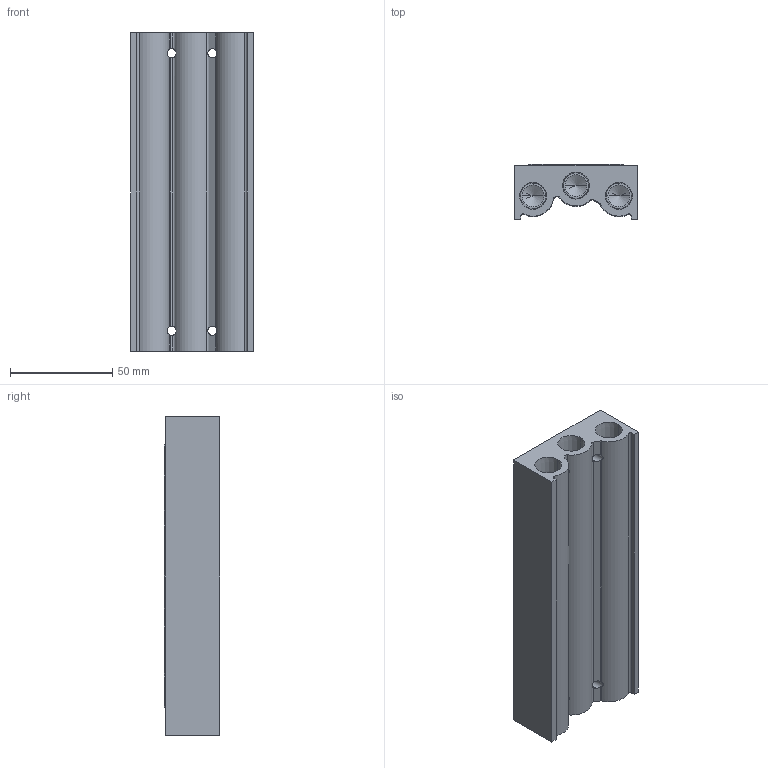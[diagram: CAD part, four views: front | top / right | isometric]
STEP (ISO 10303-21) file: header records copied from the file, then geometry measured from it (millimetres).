
FILE_DESCRIPTION (( 'STEP AP214' ), '1' );
FILE_NAME ('SS5Y5-20-08-00F-Q.step.step', '2016-12-19T09:26:25', ( 'Windows User' ), ( '' ), 'SwSTEP 2.0', 'SolidWorks 2017', '' );
FILE_SCHEMA (( 'AUTOMOTIVE_DESIGN' ));
Length unit declared in the file: millimetre
Products named in the file (3): SS5Y5-20-08-00F-Q.step; SS5Y5-20-08-00F-Q.step_SS5Y51803MANIFOLD_20; SS5Y5-20-08-00F-Q.step_SY5000-GS-1
Assembly tree (9 placements, depth 2):
  SS5Y5-20-08-00F-Q.step
    SS5Y5-20-08-00F-Q.step_SS5Y51803MANIFOLD_20
    SS5Y5-20-08-00F-Q.step_SY5000-GS-1  x8
Bounding box: 60 x 27 x 156 mm (x, y, z)
Volume: 192838 mm3; surface area: 49186.5 mm2
Topology: 9 solids, 9 shells, 487 faces, 1287 edges, 848 vertices
Faces by surface type: plane 335, cylinder 99, bspline 29, cone 24
Entity records: 11457 total; most frequent: CARTESIAN_POINT 3769, ORIENTED_EDGE 1542, DIRECTION 1399, EDGE_CURVE 771, LINE 531, VECTOR 531, VERTEX_POINT 512, AXIS2_PLACEMENT_3D 434
